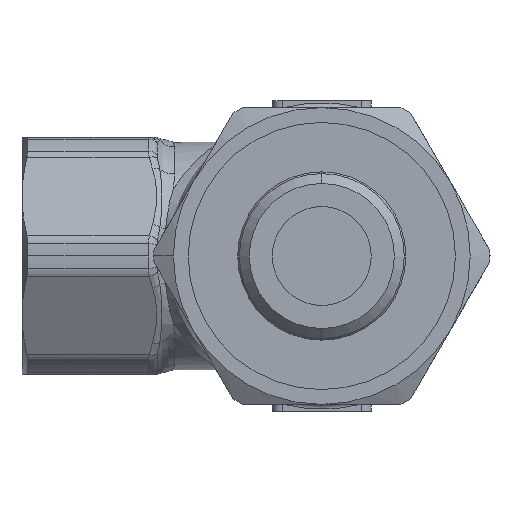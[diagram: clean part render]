
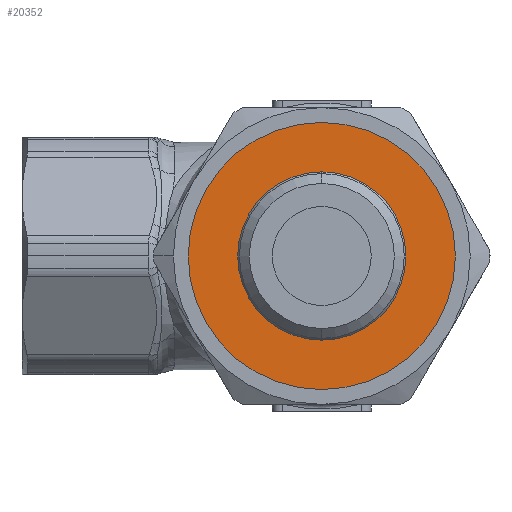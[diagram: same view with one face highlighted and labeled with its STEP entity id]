
A CAD part, front view. The second image highlights one B-rep face of the part: STEP entity #20352.
In plain terms, the highlighted planar face has unit normal (0, -1, 0).
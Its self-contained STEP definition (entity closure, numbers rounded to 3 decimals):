
#146 = VERTEX_POINT ( 'NONE', #17664 ) ;
#1433 = DIRECTION ( 'NONE',  ( 0., -1., 0. ) ) ;
#1847 = EDGE_LOOP ( 'NONE', ( #5964, #11731 ) ) ;
#2557 = CARTESIAN_POINT ( 'NONE',  ( 0., -1., 0. ) ) ;
#3939 = DIRECTION ( 'NONE',  ( 0., -1., 0. ) ) ;
#4899 = EDGE_CURVE ( 'NONE', #9249, #11434, #28345, .T. ) ;
#5016 = DIRECTION ( 'NONE',  ( 0., 0., -1. ) ) ;
#5093 = CARTESIAN_POINT ( 'NONE',  ( 0., -1., 0. ) ) ;
#5964 = ORIENTED_EDGE ( 'NONE', *, *, #15262, .T. ) ;
#7548 = DIRECTION ( 'NONE',  ( 0., 0., -1. ) ) ;
#9153 = AXIS2_PLACEMENT_3D ( 'NONE', #5093, #22166, #7548 ) ;
#9249 = VERTEX_POINT ( 'NONE', #12822 ) ;
#9722 = CIRCLE ( 'NONE', #16475, 13.5 ) ;
#10603 = FACE_OUTER_BOUND ( 'NONE', #1847, .T. ) ;
#11334 = AXIS2_PLACEMENT_3D ( 'NONE', #18574, #3939, #21023 ) ;
#11380 = FACE_BOUND ( 'NONE', #15058, .T. ) ;
#11433 = DIRECTION ( 'NONE',  ( 0., -1., 0. ) ) ;
#11434 = VERTEX_POINT ( 'NONE', #21288 ) ;
#11731 = ORIENTED_EDGE ( 'NONE', *, *, #12261, .T. ) ;
#12261 = EDGE_CURVE ( 'NONE', #24222, #146, #30032, .T. ) ;
#12822 = CARTESIAN_POINT ( 'NONE',  ( 0., -1., 8.5 ) ) ;
#15058 = EDGE_LOOP ( 'NONE', ( #24469, #22116 ) ) ;
#15262 = EDGE_CURVE ( 'NONE', #146, #24222, #9722, .T. ) ;
#16060 = CARTESIAN_POINT ( 'NONE',  ( 0., -1., 0. ) ) ;
#16219 = PLANE ( 'NONE',  #28821 ) ;
#16475 = AXIS2_PLACEMENT_3D ( 'NONE', #16060, #1433, #18505 ) ;
#17664 = CARTESIAN_POINT ( 'NONE',  ( 0., -1., -13.5 ) ) ;
#18505 = DIRECTION ( 'NONE',  ( 0., 0., -1. ) ) ;
#18574 = CARTESIAN_POINT ( 'NONE',  ( 0., -1., 0. ) ) ;
#18665 = CARTESIAN_POINT ( 'NONE',  ( 0., -1., 13.5 ) ) ;
#18900 = EDGE_CURVE ( 'NONE', #11434, #9249, #24131, .T. ) ;
#19628 = DIRECTION ( 'NONE',  ( 0., -1., 0. ) ) ;
#20352 = ADVANCED_FACE ( 'NONE', ( #10603, #11380 ), #16219, .T. ) ;
#21023 = DIRECTION ( 'NONE',  ( 0., 0., -1. ) ) ;
#21288 = CARTESIAN_POINT ( 'NONE',  ( 0., -1., -8.5 ) ) ;
#22116 = ORIENTED_EDGE ( 'NONE', *, *, #18900, .F. ) ;
#22166 = DIRECTION ( 'NONE',  ( 0., -1., 0. ) ) ;
#24131 = CIRCLE ( 'NONE', #9153, 8.5 ) ;
#24222 = VERTEX_POINT ( 'NONE', #18665 ) ;
#24469 = ORIENTED_EDGE ( 'NONE', *, *, #4899, .F. ) ;
#24720 = AXIS2_PLACEMENT_3D ( 'NONE', #2557, #19628, #5016 ) ;
#26052 = CARTESIAN_POINT ( 'NONE',  ( 13.5, -1., 0. ) ) ;
#28345 = CIRCLE ( 'NONE', #24720, 8.5 ) ;
#28494 = DIRECTION ( 'NONE',  ( 0., 0., -1. ) ) ;
#28821 = AXIS2_PLACEMENT_3D ( 'NONE', #26052, #11433, #28494 ) ;
#30032 = CIRCLE ( 'NONE', #11334, 13.5 ) ;
